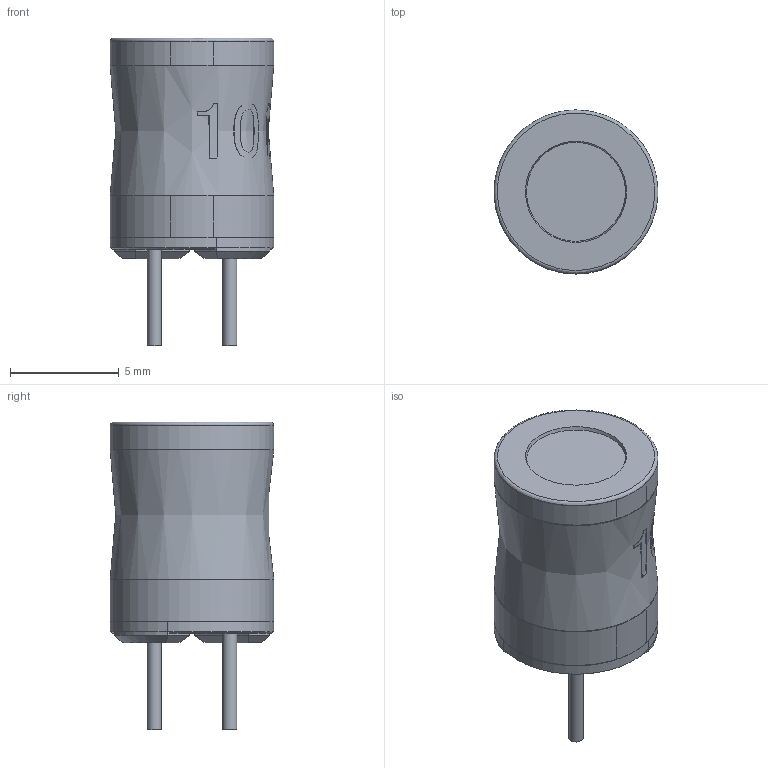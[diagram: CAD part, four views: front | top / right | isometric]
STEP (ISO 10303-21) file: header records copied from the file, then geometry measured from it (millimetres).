
FILE_DESCRIPTION( ('This file contains a STEP AP42 implementation' ,'as created by ZW3D STEP Interface translator.') ,'2;1' );
FILE_NAME( 'RB0913-L.stp' ,'161128.1116 6', (''), ('ZWCAD Software Co.'), 'Version 1.0', 'ZW3D to STEP translator', '' );
FILE_SCHEMA( ('CONFIG_CONTROL_DESIGN') );
Length unit declared in the file: millimetre
Products named in the file (1): 0
Bounding box: 7.53 x 7.53 x 14.15 mm (x, y, z)
Volume: 229.5 mm3; surface area: 859.1 mm2
Topology: 9 solids, 9 shells, 120 faces, 273 edges, 175 vertices
Faces by surface type: bspline 120
Entity records: 4959 total; most frequent: CARTESIAN_POINT 3338, ORIENTED_EDGE 546, EDGE_CURVE 273, VERTEX_POINT 175, B_SPLINE_CURVE_WITH_KNOTS 149, EDGE_LOOP 128, FACE_OUTER_BOUND 120, ADVANCED_FACE 120
